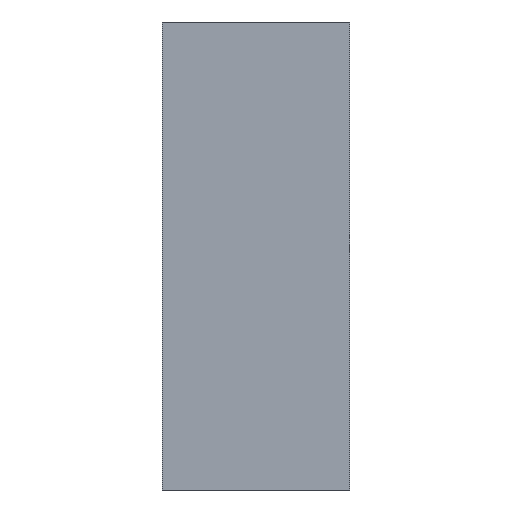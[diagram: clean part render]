
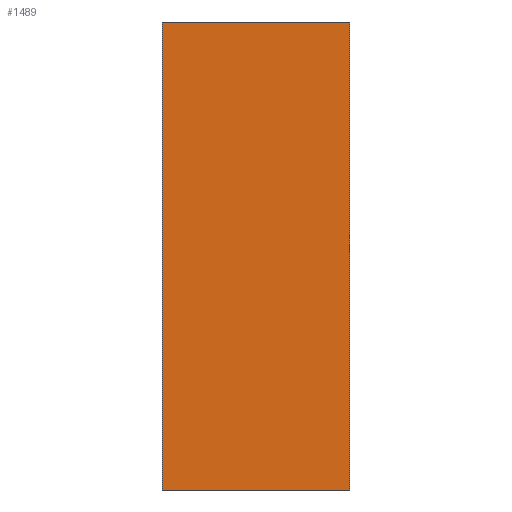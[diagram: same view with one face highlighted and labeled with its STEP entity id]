
A CAD part, left-side view. The second image highlights one B-rep face of the part: STEP entity #1489.
In plain terms, the highlighted planar face has unit normal (-1, 0, 0).
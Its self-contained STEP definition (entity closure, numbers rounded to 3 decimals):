
#61=PLANE('',#1619);
#169=FACE_OUTER_BOUND('',#265,.T.);
#265=EDGE_LOOP('',(#1359,#1360,#1361,#1362));
#422=LINE('',#2511,#576);
#423=LINE('',#2515,#577);
#424=LINE('',#2516,#578);
#425=LINE('',#2517,#579);
#576=VECTOR('',#2016,10.);
#577=VECTOR('',#2019,10.);
#578=VECTOR('',#2020,10.);
#579=VECTOR('',#2021,10.);
#763=VERTEX_POINT('',#2504);
#766=VERTEX_POINT('',#2509);
#767=VERTEX_POINT('',#2513);
#768=VERTEX_POINT('',#2514);
#968=EDGE_CURVE('',#766,#763,#422,.T.);
#969=EDGE_CURVE('',#767,#768,#423,.T.);
#970=EDGE_CURVE('',#767,#763,#424,.T.);
#971=EDGE_CURVE('',#768,#766,#425,.T.);
#1359=ORIENTED_EDGE('',*,*,#969,.F.);
#1360=ORIENTED_EDGE('',*,*,#970,.T.);
#1361=ORIENTED_EDGE('',*,*,#968,.F.);
#1362=ORIENTED_EDGE('',*,*,#971,.F.);
#1489=ADVANCED_FACE('',(#169),#61,.T.);
#1619=AXIS2_PLACEMENT_3D('',#2512,#2017,#2018);
#2016=DIRECTION('',(0.,0.,-1.));
#2017=DIRECTION('center_axis',(-1.,0.,0.));
#2018=DIRECTION('ref_axis',(0.,0.,-1.));
#2019=DIRECTION('',(0.,0.,1.));
#2020=DIRECTION('',(0.,-1.,0.));
#2021=DIRECTION('',(0.,-1.,0.));
#2504=CARTESIAN_POINT('',(-13.5,-31.5,-6.5));
#2509=CARTESIAN_POINT('',(-13.5,-31.5,38.5));
#2511=CARTESIAN_POINT('',(-13.5,-31.5,-6.5));
#2512=CARTESIAN_POINT('Origin',(-13.5,-13.5,38.5));
#2513=CARTESIAN_POINT('',(-13.5,-13.5,-6.5));
#2514=CARTESIAN_POINT('',(-13.5,-13.5,38.5));
#2515=CARTESIAN_POINT('',(-13.5,-13.5,-6.5));
#2516=CARTESIAN_POINT('',(-13.5,-13.5,-6.5));
#2517=CARTESIAN_POINT('',(-13.5,-13.5,38.5));
